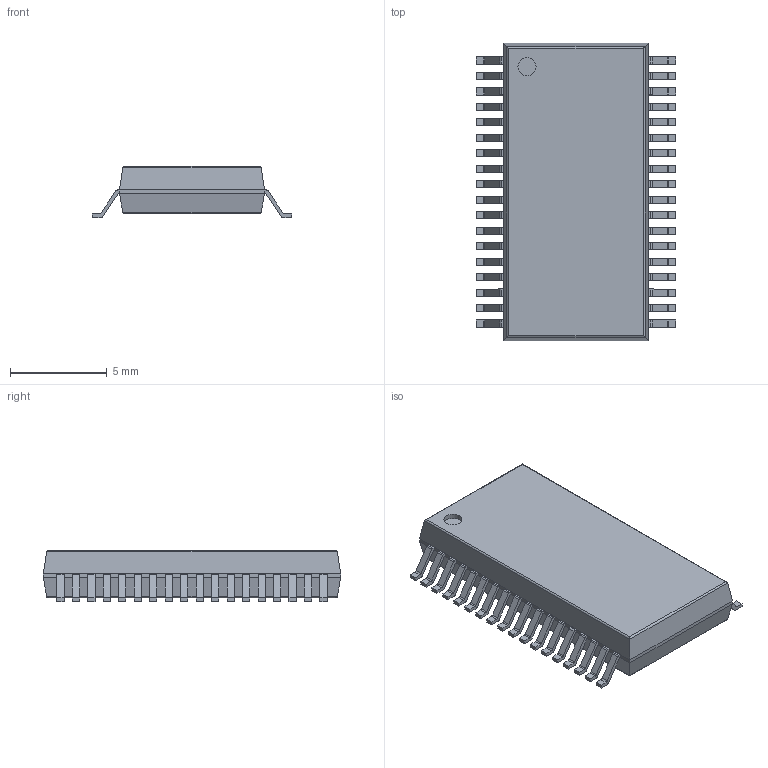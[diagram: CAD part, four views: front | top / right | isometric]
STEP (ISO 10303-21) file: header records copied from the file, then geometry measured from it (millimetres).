
FILE_DESCRIPTION(('FreeCAD Model'),'2;1');
FILE_NAME('1282.2.1.stp','2020-09-30T12:17:30',('Author') ,(''),'Open CASCADE STEP processor 6.9','FreeCAD','Unknown');
FILE_SCHEMA(('AUTOMOTIVE_DESIGN { 1 0 10303 214 1 1 1 1 }'));
Length unit declared in the file: millimetre
Products named in the file (3): ASSEMBLY; Body; PinsArrayLR
Assembly tree (2 placements, depth 2):
  ASSEMBLY
    Body
    PinsArrayLR
Bounding box: 10.3 x 15.38 x 2.64 mm (x, y, z)
Volume: 277.1 mm3; surface area: 410.7 mm2
Topology: 37 solids, 37 shells, 492 faces, 1235 edges, 818 vertices
Faces by surface type: plane 375, cylinder 117
Full cylindrical faces by diameter (mm): 0.938 x1
Entity records: 31307 total; most frequent: CARTESIAN_POINT 5870, DIRECTION 4721, LINE 3169, VECTOR 3169, ORIENTED_EDGE 2470, PCURVE 2470, DEFINITIONAL_REPRESENTATION 2470, EDGE_CURVE 1235
